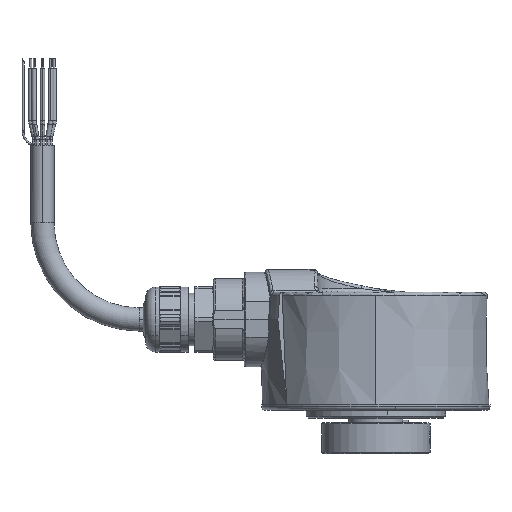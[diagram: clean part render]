
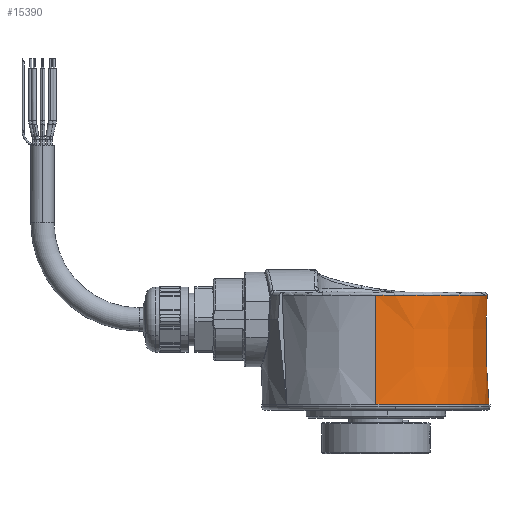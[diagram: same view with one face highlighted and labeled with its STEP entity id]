
A CAD part, top view. The second image highlights one B-rep face of the part: STEP entity #15390.
In plain terms, the highlighted conical face has half-angle 1 degrees and reference radius 28.672 mm.
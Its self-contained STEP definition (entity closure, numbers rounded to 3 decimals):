
#684 = CARTESIAN_POINT ( 'NONE',  ( 0., 36.585, 0. ) ) ;
#772 = CARTESIAN_POINT ( 'NONE',  ( 14.659, 3.5, -25.384 ) ) ;
#845 = CARTESIAN_POINT ( 'NONE',  ( 28.314, 3.5, 7.584 ) ) ;
#928 = CARTESIAN_POINT ( 'NONE',  ( 1.914, 3.5, 29.25 ) ) ;
#1352 = CARTESIAN_POINT ( 'NONE',  ( 0., 31.714, 28.758 ) ) ;
#1511 = EDGE_CURVE ( 'NONE', #20954, #10105, #4689, .T. ) ;
#2271 = B_SPLINE_CURVE_WITH_KNOTS ( 'NONE', 3,
 ( #7578, #16071, #19558, #9340, #21373, #11050, #772, #12778, #2493, #14506, #4208, #16226, #5938, #17951, #7657, #19700, #9409, #21454, #11129, #845, #12858, #2566, #14581, #4273, #16301, #6007, #18024, #7734, #19779, #9487, #21521, #11209, #928, #12934 ),
 .UNSPECIFIED., .F., .F.,
 ( 4, 2, 2, 2, 2, 2, 2, 2, 2, 2, 2, 2, 2, 2, 2, 2, 4 ),
 ( 0.183, 0.223, 0.262, 0.302, 0.342, 0.381, 0.421, 0.46, 0.5, 0.54, 0.579, 0.619, 0.658, 0.698, 0.738, 0.777, 0.817 ),
 .UNSPECIFIED. ) ;
#2459 = CARTESIAN_POINT ( 'NONE',  ( 8.842, 31.714, -27.364 ) ) ;
#2493 = CARTESIAN_POINT ( 'NONE',  ( 19.329, 3.5, -22.037 ) ) ;
#2566 = CARTESIAN_POINT ( 'NONE',  ( 26.291, 3.5, 12.962 ) ) ;
#3278 = ORIENTED_EDGE ( 'NONE', *, *, #17076, .T. ) ;
#3779 = CARTESIAN_POINT ( 'NONE',  ( 2.994, 32.377, -28.746 ) ) ;
#4001 = VERTEX_POINT ( 'NONE', #1352 ) ;
#4208 = CARTESIAN_POINT ( 'NONE',  ( 23.257, 3.5, -17.842 ) ) ;
#4273 = CARTESIAN_POINT ( 'NONE',  ( 23.257, 3.5, 17.842 ) ) ;
#4650 = CARTESIAN_POINT ( 'NONE',  ( 0., 3.5, 29.25 ) ) ;
#4689 = LINE ( 'NONE', #17318, #13858 ) ;
#4891 = CARTESIAN_POINT ( 'NONE',  ( 28.758, 31.714, 0. ) ) ;
#5277 = DIRECTION ( 'NONE',  ( 0., -1., 0. ) ) ;
#5823 = ORIENTED_EDGE ( 'NONE', *, *, #1511, .F. ) ;
#5938 = CARTESIAN_POINT ( 'NONE',  ( 26.291, 3.5, -12.962 ) ) ;
#6007 = CARTESIAN_POINT ( 'NONE',  ( 19.329, 3.5, 22.037 ) ) ;
#7340 = CARTESIAN_POINT ( 'NONE',  ( 0., 3.5, -29.25 ) ) ;
#7530 = CONICAL_SURFACE ( 'NONE', #10629, 28.673, 0.017 ) ;
#7578 = CARTESIAN_POINT ( 'NONE',  ( 0., 3.5, -29.25 ) ) ;
#7657 = CARTESIAN_POINT ( 'NONE',  ( 28.314, 3.5, -7.584 ) ) ;
#7734 = CARTESIAN_POINT ( 'NONE',  ( 14.659, 3.5, 25.384 ) ) ;
#8973 = EDGE_CURVE ( 'NONE', #10105, #13708, #2271, .T. ) ;
#9090 = VERTEX_POINT ( 'NONE', #14811 ) ;
#9132 = VECTOR ( 'NONE', #15553, 1000. ) ;
#9209 = DIRECTION ( 'NONE',  ( 0., -1., 0. ) ) ;
#9340 = CARTESIAN_POINT ( 'NONE',  ( 7.584, 3.5, -28.314 ) ) ;
#9409 = CARTESIAN_POINT ( 'NONE',  ( 29.25, 3.5, -1.914 ) ) ;
#9487 = CARTESIAN_POINT ( 'NONE',  ( 9.425, 3.5, 27.756 ) ) ;
#9563 = CIRCLE ( 'NONE', #17031, 28.758 ) ;
#9572 = AXIS2_PLACEMENT_3D ( 'NONE', #19505, #9209, #21243 ) ;
#10105 = VERTEX_POINT ( 'NONE', #7340 ) ;
#10629 = AXIS2_PLACEMENT_3D ( 'NONE', #684, #16129, #12678 ) ;
#11050 = CARTESIAN_POINT ( 'NONE',  ( 12.962, 3.5, -26.291 ) ) ;
#11129 = CARTESIAN_POINT ( 'NONE',  ( 29.061, 3.5, 3.829 ) ) ;
#11209 = CARTESIAN_POINT ( 'NONE',  ( 3.829, 3.5, 29.061 ) ) ;
#11314 = ORIENTED_EDGE ( 'NONE', *, *, #8973, .F. ) ;
#11746 = CARTESIAN_POINT ( 'NONE',  ( 0., 32.709, -28.74 ) ) ;
#12093 = CARTESIAN_POINT ( 'NONE',  ( 0., 36.585, 28.673 ) ) ;
#12678 = DIRECTION ( 'NONE',  ( 0., 0., -1. ) ) ;
#12742 = CARTESIAN_POINT ( 'NONE',  ( 5.99, 32.046, -28.28 ) ) ;
#12778 = CARTESIAN_POINT ( 'NONE',  ( 17.842, 3.5, -23.257 ) ) ;
#12858 = CARTESIAN_POINT ( 'NONE',  ( 27.756, 3.5, 9.425 ) ) ;
#12934 = CARTESIAN_POINT ( 'NONE',  ( 0., 3.5, 29.25 ) ) ;
#13162 = LINE ( 'NONE', #12093, #9132 ) ;
#13259 = B_SPLINE_CURVE_WITH_KNOTS ( 'NONE', 3,
 ( #21258, #3779, #12742, #2459 ),
 .UNSPECIFIED., .F., .F.,
 ( 4, 4 ),
 ( 0.764, 1. ),
 .UNSPECIFIED. ) ;
#13708 = VERTEX_POINT ( 'NONE', #4650 ) ;
#13858 = VECTOR ( 'NONE', #18249, 1000. ) ;
#14506 = CARTESIAN_POINT ( 'NONE',  ( 22.037, 3.5, -19.329 ) ) ;
#14581 = CARTESIAN_POINT ( 'NONE',  ( 25.384, 3.5, 14.659 ) ) ;
#14811 = CARTESIAN_POINT ( 'NONE',  ( 8.842, 31.714, -27.364 ) ) ;
#15362 = ORIENTED_EDGE ( 'NONE', *, *, #20667, .T. ) ;
#15390 = ADVANCED_FACE ( 'NONE', ( #17209 ), #7530, .T. ) ;
#15553 = DIRECTION ( 'NONE',  ( 0., -1., 0.017 ) ) ;
#15559 = CARTESIAN_POINT ( 'NONE',  ( 0., 31.714, 0. ) ) ;
#16071 = CARTESIAN_POINT ( 'NONE',  ( 1.914, 3.5, -29.25 ) ) ;
#16104 = ORIENTED_EDGE ( 'NONE', *, *, #22296, .T. ) ;
#16129 = DIRECTION ( 'NONE',  ( 0., -1., 0. ) ) ;
#16226 = CARTESIAN_POINT ( 'NONE',  ( 25.384, 3.5, -14.659 ) ) ;
#16249 = EDGE_LOOP ( 'NONE', ( #15362, #16104, #3278, #11314, #5823, #17577 ) ) ;
#16301 = CARTESIAN_POINT ( 'NONE',  ( 22.037, 3.5, 19.329 ) ) ;
#16327 = EDGE_CURVE ( 'NONE', #20954, #9090, #13259, .T. ) ;
#17031 = AXIS2_PLACEMENT_3D ( 'NONE', #15559, #5277, #17275 ) ;
#17076 = EDGE_CURVE ( 'NONE', #4001, #13708, #13162, .T. ) ;
#17209 = FACE_OUTER_BOUND ( 'NONE', #16249, .T. ) ;
#17275 = DIRECTION ( 'NONE',  ( 1., 0., 0. ) ) ;
#17318 = CARTESIAN_POINT ( 'NONE',  ( 0., 36.585, -28.673 ) ) ;
#17577 = ORIENTED_EDGE ( 'NONE', *, *, #16327, .T. ) ;
#17951 = CARTESIAN_POINT ( 'NONE',  ( 27.756, 3.5, -9.425 ) ) ;
#18024 = CARTESIAN_POINT ( 'NONE',  ( 17.842, 3.5, 23.257 ) ) ;
#18249 = DIRECTION ( 'NONE',  ( 0., -1., -0.017 ) ) ;
#19505 = CARTESIAN_POINT ( 'NONE',  ( 0., 31.714, 0. ) ) ;
#19558 = CARTESIAN_POINT ( 'NONE',  ( 3.829, 3.5, -29.061 ) ) ;
#19693 = VERTEX_POINT ( 'NONE', #4891 ) ;
#19700 = CARTESIAN_POINT ( 'NONE',  ( 29.061, 3.5, -3.829 ) ) ;
#19779 = CARTESIAN_POINT ( 'NONE',  ( 12.962, 3.5, 26.291 ) ) ;
#20667 = EDGE_CURVE ( 'NONE', #9090, #19693, #21714, .T. ) ;
#20954 = VERTEX_POINT ( 'NONE', #11746 ) ;
#21243 = DIRECTION ( 'NONE',  ( 1., 0., 0. ) ) ;
#21258 = CARTESIAN_POINT ( 'NONE',  ( 0., 32.709, -28.74 ) ) ;
#21373 = CARTESIAN_POINT ( 'NONE',  ( 9.425, 3.5, -27.756 ) ) ;
#21454 = CARTESIAN_POINT ( 'NONE',  ( 29.25, 3.5, 1.914 ) ) ;
#21521 = CARTESIAN_POINT ( 'NONE',  ( 7.584, 3.5, 28.314 ) ) ;
#21714 = CIRCLE ( 'NONE', #9572, 28.758 ) ;
#22296 = EDGE_CURVE ( 'NONE', #19693, #4001, #9563, .T. ) ;
